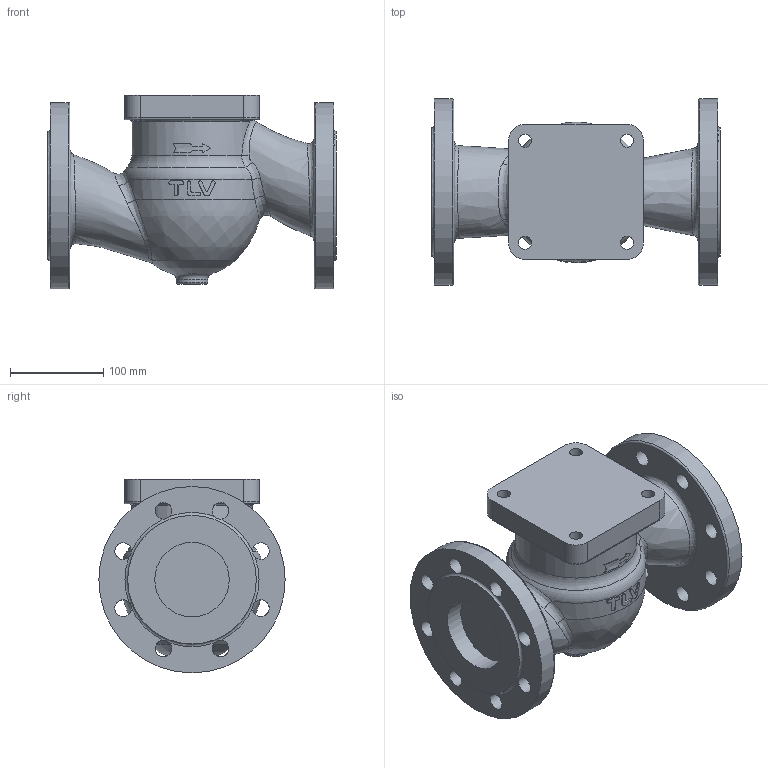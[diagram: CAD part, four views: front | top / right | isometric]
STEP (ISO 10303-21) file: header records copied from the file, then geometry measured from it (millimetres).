
FILE_DESCRIPTION(/* description */ (''),/* implementation_level */ '2;1');
FILE_NAME(/* name */ 'rct2d-080-e0025-00.stp',/* time_stamp */ '2018-11-13T07:30:50+09:00',/* author */ ('nakaot'),/* organization */ (''),/* preprocessor_version */ 'ST-DEVELOPER v15.6',/* originating_system */ 'Autodesk Inventor 2015',/* authorisation */ '');
FILE_SCHEMA (('CONFIG_CONTROL_DESIGN'));
Length unit declared in the file: millimetre
Products named in the file (1): rct2d-080-e0025-00
Bounding box: 310 x 200 x 207.91 mm (x, y, z)
Volume: 4768203.4 mm3; surface area: 307546.7 mm2
Topology: 1 solids, 1 shells, 126 faces, 366 edges, 238 vertices
Faces by surface type: bspline 41, cylinder 40, plane 31, torus 13, cone 1
Full cylindrical faces by diameter (mm): 13.835 x4, 18 x16, 34 x1, 80 x2, 200 x2
Entity records: 6282 total; most frequent: CARTESIAN_POINT 3357, ORIENTED_EDGE 618, DIRECTION 516, EDGE_CURVE 309, AXIS2_PLACEMENT_3D 224, VERTEX_POINT 214, EDGE_LOOP 195, CIRCLE 138
